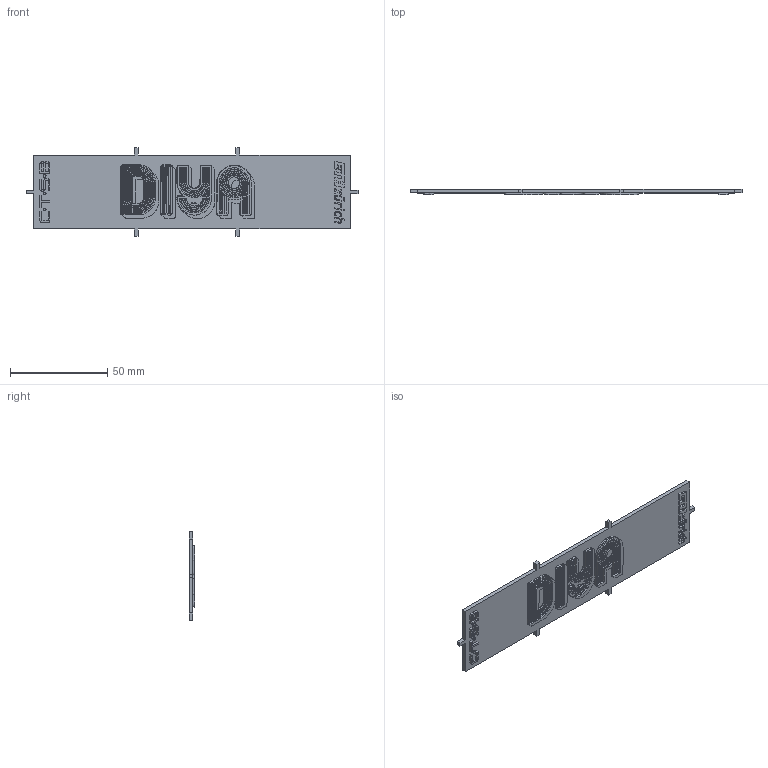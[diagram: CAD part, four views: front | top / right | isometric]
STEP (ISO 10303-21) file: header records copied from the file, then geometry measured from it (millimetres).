
FILE_DESCRIPTION(/* description */ (''),/* implementation_level */ '2;1');
FILE_NAME(/* name */ 'diya_ctsb_eth_logo.step',/* time_stamp */ '2023-09-17T21:05:26+02:00',/* author */ (''),/* organization */ (''),/* preprocessor_version */ 'ST-DEVELOPER v20',/* originating_system */ 'Autodesk Translation Framework v12.9.0.99',/* authorisation */ '');
FILE_SCHEMA (('AUTOMOTIVE_DESIGN { 1 0 10303 214 3 1 1 }'));
Length unit declared in the file: millimetre
Products named in the file (2): diya_ctsb_eth_logo; Component1
Assembly tree (1 placements, depth 2):
  diya_ctsb_eth_logo
    Component1
Bounding box: 170.6 x 3 x 45.6 mm (x, y, z)
Volume: 13415.2 mm3; surface area: 16265.9 mm2
Topology: 1 solids, 1 shells, 1059 faces, 2988 edges, 1992 vertices
Faces by surface type: bspline 667, plane 392
Entity records: 39139 total; most frequent: CARTESIAN_POINT 16769, ORIENTED_EDGE 5976, EDGE_CURVE 2988, DIRECTION 2441, VERTEX_POINT 1992, LINE 1651, VECTOR 1651, EDGE_LOOP 1120
